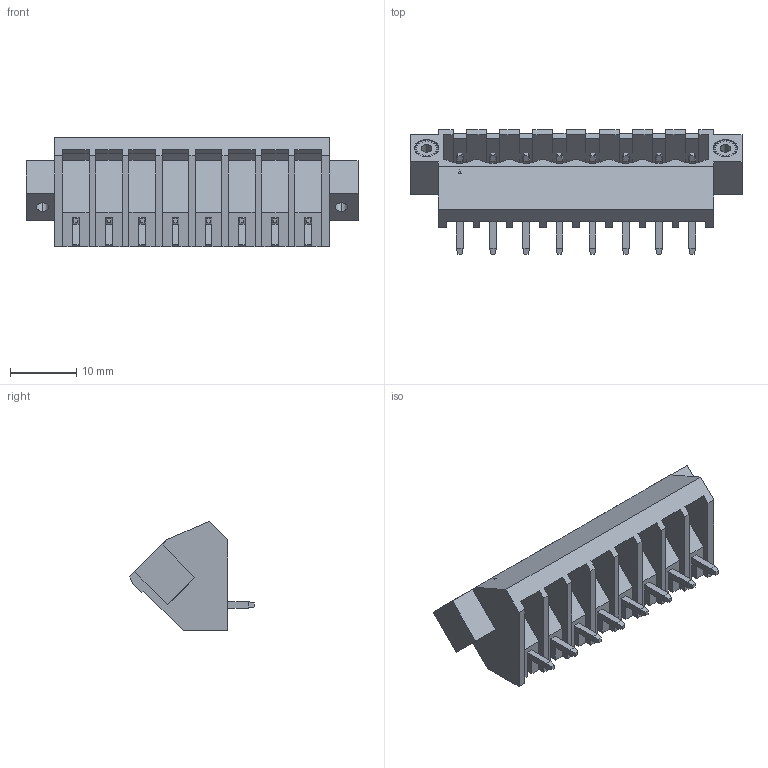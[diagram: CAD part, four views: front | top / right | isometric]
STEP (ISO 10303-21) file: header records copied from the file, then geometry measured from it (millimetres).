
FILE_DESCRIPTION (( 'STEP AP214' ), '1' );
FILE_NAME ('2EDGLM-5.0-08P-14-00AH.STEP', '2021-03-06T23:48:22', ( '' ), ( '' ), 'SwSTEP 2.0', 'SolidWorks 2020', '' );
FILE_SCHEMA (( 'AUTOMOTIVE_DESIGN' ));
Length unit declared in the file: millimetre
Products named in the file (1): 2EDGLM-5.0-08P-14-00AH
Bounding box: 50 x 18.8 x 16.5 mm (x, y, z)
Volume: 3342.1 mm3; surface area: 5912 mm2
Topology: 1 solids, 1 shells, 1038 faces, 2757 edges, 1774 vertices
Faces by surface type: plane 796, bspline 146, cylinder 60, cone 20, torus 16
Entity records: 45666 total; most frequent: CARTESIAN_POINT 14348, ORIENTED_EDGE 5514, DIRECTION 4427, EDGE_CURVE 2757, VECTOR 2097, LINE 2097, VERTEX_POINT 1774, AXIS2_PLACEMENT_3D 1165
